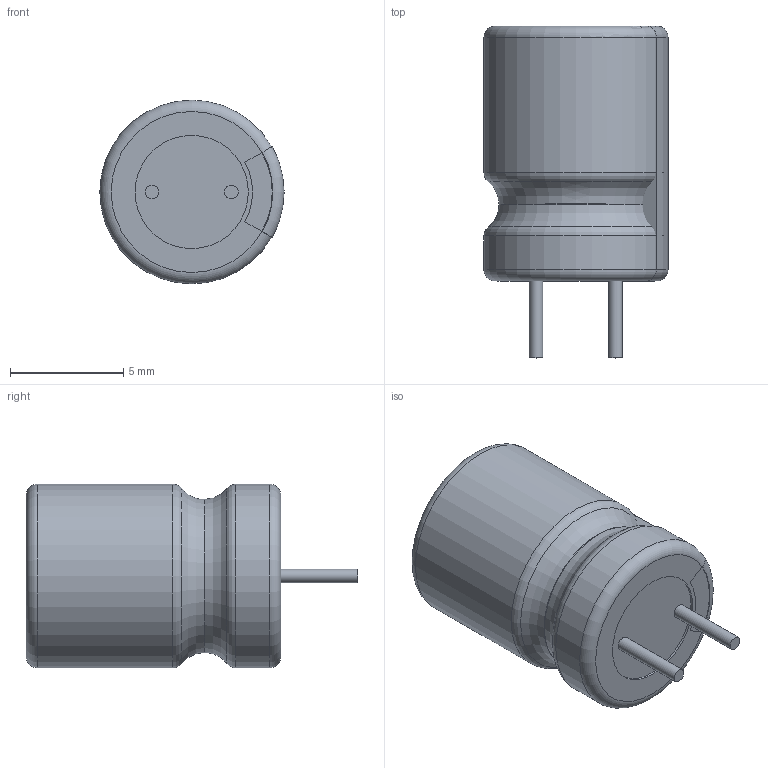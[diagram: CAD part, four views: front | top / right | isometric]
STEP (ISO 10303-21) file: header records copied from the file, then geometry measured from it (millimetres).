
FILE_DESCRIPTION( ( '' ), ' ' );
FILE_NAME( '5a130a687a9c721040c88ef2.step', '2017-11-20T17:01:29', ( '' ), ( '' ), ' ', ' ', ' ' );
FILE_SCHEMA( ( 'AUTOMOTIVE_DESIGN { 1 0 10303 214 1 1 1 1 }' ) );
Length unit declared in the file: metre
Products named in the file (2): Part 2; Part 1
Bounding box: 8.13 x 14.65 x 8.11 mm (x, y, z)
Volume: 603.1 mm3; surface area: 518.1 mm2
Topology: 2 solids, 2 shells, 71 faces, 173 edges, 109 vertices
Faces by surface type: plane 34, cylinder 26, torus 8, bspline 3
Full cylindrical faces by diameter (mm): 0.6 x2, 5 x1, 5.37 x1, 6.77 x1, 8.11 x2
Entity records: 2733 total; most frequent: CARTESIAN_POINT 556, DIRECTION 341, ORIENTED_EDGE 306, EDGE_CURVE 153, AXIS2_PLACEMENT_3D 130, VERTEX_POINT 102, EDGE_LOOP 87, FACE_OUTER_BOUND 84
